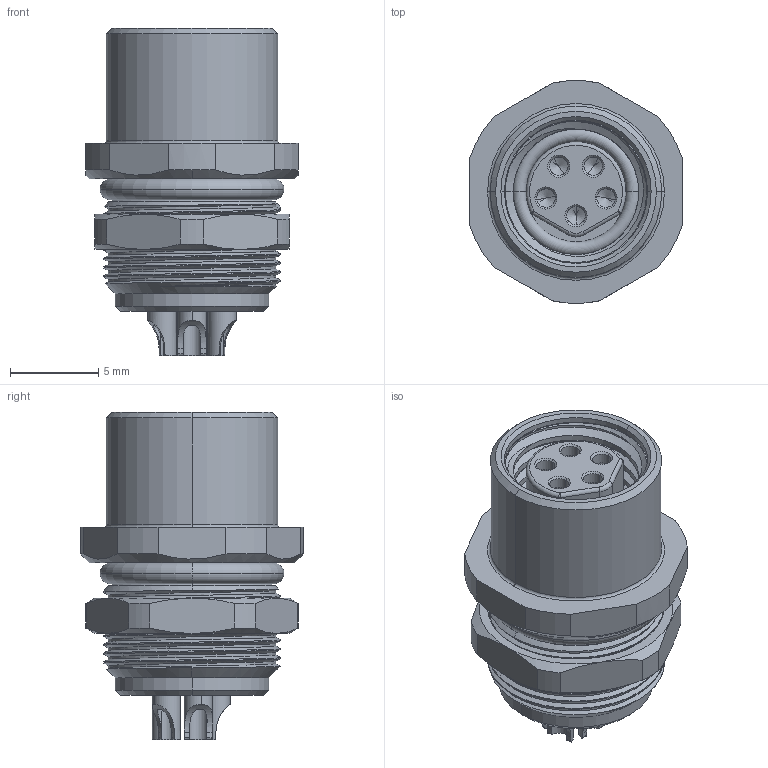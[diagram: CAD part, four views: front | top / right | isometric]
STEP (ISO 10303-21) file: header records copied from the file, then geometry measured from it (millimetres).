
FILE_DESCRIPTION((''),'2;1');
FILE_NAME('5P-K155_','2025-09-09T',('gongcheng16'),(''),'PRO/ENGINEER BY PARAMETRIC TECHNOLOGY CORPORATION, 2010280','PRO/ENGINEER BY PARAMETRIC TECHNOLOGY CORPORATION, 2010280','');
FILE_SCHEMA(('CONFIG_CONTROL_DESIGN'));
Products named in the file (1): 5P-K155_
Bounding box: 12 x 12.6 x 18.5 mm (x, y, z)
Volume: 219.5 mm3; surface area: 12570 mm2
Topology: 1 solids, 110 shells, 1624 faces, 4707 edges, 3132 vertices
Faces by surface type: cylinder 671, plane 444, cone 334, bspline 111, torus 62, sphere 2
Entity records: 96994 total; most frequent: CARTESIAN_POINT 56790, ORIENTED_EDGE 8204, DIRECTION 7820, EDGE_CURVE 4687, VERTEX_POINT 3132, AXIS2_PLACEMENT_3D 3004, VECTOR 1812, LINE 1812
